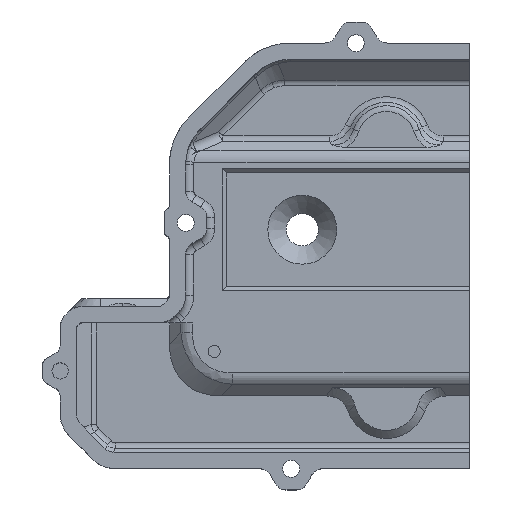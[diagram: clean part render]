
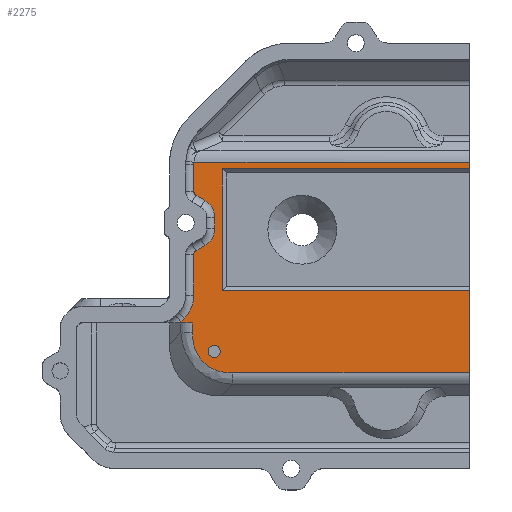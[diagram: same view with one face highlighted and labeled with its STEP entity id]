
A CAD part, top view. The second image highlights one B-rep face of the part: STEP entity #2275.
In plain terms, the highlighted planar face has unit normal (0, 0, 1).
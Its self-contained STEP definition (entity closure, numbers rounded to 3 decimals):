
#201=CARTESIAN_POINT('',(-67.988,23.186,0.));
#202=VERTEX_POINT('',#201);
#222=CARTESIAN_POINT('',(0.,23.186,0.));
#223=VERTEX_POINT('',#222);
#224=CARTESIAN_POINT('',(0.,23.186,0.));
#225=DIRECTION('',(-1.,-0.,0.));
#226=VECTOR('',#225,67.988);
#227=LINE('',#224,#226);
#228=EDGE_CURVE('',#223,#202,#227,.T.);
#2074=CARTESIAN_POINT('',(0.,0.,0.));
#2075=DIRECTION('',(0.,0.,1.));
#2076=DIRECTION('',(1.,0.,0.));
#2077=AXIS2_PLACEMENT_3D('',#2074,#2075,#2076);
#2078=PLANE('',#2077);
#2079=CARTESIAN_POINT('',(-70.343,-15.328,0.));
#2080=VERTEX_POINT('',#2079);
#2081=CARTESIAN_POINT('',(-71.172,-16.157,0.));
#2082=VERTEX_POINT('',#2081);
#2083=CARTESIAN_POINT('',(-70.343,-15.328,0.));
#2084=DIRECTION('',(-0.707,-0.707,0.));
#2085=VECTOR('',#2084,1.172);
#2086=LINE('',#2083,#2085);
#2087=EDGE_CURVE('',#2080,#2082,#2086,.T.);
#2088=ORIENTED_EDGE('',*,*,#2087,.T.);
#2089=CARTESIAN_POINT('',(-71.537,-16.5,0.));
#2090=VERTEX_POINT('',#2089);
#2091=CARTESIAN_POINT('',(-76.828,-10.5,0.));
#2092=DIRECTION('',(-0.,-0.,-1.));
#2093=DIRECTION('',(1.,0.,-0.));
#2094=AXIS2_PLACEMENT_3D('',#2091,#2092,#2093);
#2095=CIRCLE('',#2094,8.);
#2096=EDGE_CURVE('',#2082,#2090,#2095,.T.);
#2097=ORIENTED_EDGE('',*,*,#2096,.T.);
#2098=CARTESIAN_POINT('',(-68.343,-16.5,0.));
#2099=VERTEX_POINT('',#2098);
#2100=CARTESIAN_POINT('',(-71.537,-16.5,0.));
#2101=DIRECTION('',(1.,0.,-0.));
#2102=VECTOR('',#2101,3.194);
#2103=LINE('',#2100,#2102);
#2104=EDGE_CURVE('',#2090,#2099,#2103,.T.);
#2105=ORIENTED_EDGE('',*,*,#2104,.T.);
#2106=CARTESIAN_POINT('',(-68.343,-18.944,0.));
#2107=VERTEX_POINT('',#2106);
#2108=CARTESIAN_POINT('',(-68.343,-16.5,0.));
#2109=DIRECTION('',(0.,-1.,0.));
#2110=VECTOR('',#2109,2.444);
#2111=LINE('',#2108,#2110);
#2112=EDGE_CURVE('',#2099,#2107,#2111,.T.);
#2113=ORIENTED_EDGE('',*,*,#2112,.T.);
#2114=CARTESIAN_POINT('',(-58.444,-28.843,0.));
#2115=VERTEX_POINT('',#2114);
#2116=CARTESIAN_POINT('',(-48.544,-9.044,0.));
#2117=DIRECTION('',(0.,-0.,1.));
#2118=DIRECTION('',(0.707,0.707,0.));
#2119=AXIS2_PLACEMENT_3D('',#2116,#2117,#2118);
#2120=ELLIPSE('',#2119,24.249,14.);
#2121=EDGE_CURVE('',#2107,#2115,#2120,.T.);
#2122=ORIENTED_EDGE('',*,*,#2121,.T.);
#2123=CARTESIAN_POINT('',(0.,-28.843,0.));
#2124=VERTEX_POINT('',#2123);
#2125=CARTESIAN_POINT('',(-58.444,-28.843,0.));
#2126=DIRECTION('',(1.,0.,-0.));
#2127=VECTOR('',#2126,58.444);
#2128=LINE('',#2125,#2127);
#2129=EDGE_CURVE('',#2115,#2124,#2128,.T.);
#2130=ORIENTED_EDGE('',*,*,#2129,.T.);
#2131=CARTESIAN_POINT('',(0.,-8.5,0.));
#2132=VERTEX_POINT('',#2131);
#2133=CARTESIAN_POINT('',(0.,-8.5,0.));
#2134=DIRECTION('',(0.,-1.,0.));
#2135=VECTOR('',#2134,20.343);
#2136=LINE('',#2133,#2135);
#2137=EDGE_CURVE('',#2132,#2124,#2136,.T.);
#2138=ORIENTED_EDGE('',*,*,#2137,.F.);
#2139=CARTESIAN_POINT('',(-61.029,-8.5,0.));
#2140=VERTEX_POINT('',#2139);
#2141=CARTESIAN_POINT('',(0.,-8.5,0.));
#2142=DIRECTION('',(-1.,0.,0.));
#2143=VECTOR('',#2142,61.029);
#2144=LINE('',#2141,#2143);
#2145=EDGE_CURVE('',#2132,#2140,#2144,.T.);
#2146=ORIENTED_EDGE('',*,*,#2145,.T.);
#2147=CARTESIAN_POINT('',(-61.029,21.5,0.));
#2148=VERTEX_POINT('',#2147);
#2149=CARTESIAN_POINT('',(-61.029,-8.5,0.));
#2150=DIRECTION('',(-0.,1.,-0.));
#2151=VECTOR('',#2150,30.);
#2152=LINE('',#2149,#2151);
#2153=EDGE_CURVE('',#2140,#2148,#2152,.T.);
#2154=ORIENTED_EDGE('',*,*,#2153,.T.);
#2155=CARTESIAN_POINT('',(0.,21.5,0.));
#2156=VERTEX_POINT('',#2155);
#2157=CARTESIAN_POINT('',(-61.029,21.5,0.));
#2158=DIRECTION('',(1.,-0.,0.));
#2159=VECTOR('',#2158,61.029);
#2160=LINE('',#2157,#2159);
#2161=EDGE_CURVE('',#2148,#2156,#2160,.T.);
#2162=ORIENTED_EDGE('',*,*,#2161,.T.);
#2163=CARTESIAN_POINT('',(0.,23.186,0.));
#2164=DIRECTION('',(0.,-1.,0.));
#2165=VECTOR('',#2164,1.686);
#2166=LINE('',#2163,#2165);
#2167=EDGE_CURVE('',#223,#2156,#2166,.T.);
#2168=ORIENTED_EDGE('',*,*,#2167,.F.);
#2169=ORIENTED_EDGE('',*,*,#228,.T.);
#2170=CARTESIAN_POINT('',(-68.,22.701,0.));
#2171=VERTEX_POINT('',#2170);
#2172=CARTESIAN_POINT('',(-58.,22.701,0.));
#2173=DIRECTION('',(0.,0.,1.));
#2174=DIRECTION('',(1.,0.,-0.));
#2175=AXIS2_PLACEMENT_3D('',#2172,#2173,#2174);
#2176=CIRCLE('',#2175,10.);
#2177=EDGE_CURVE('',#202,#2171,#2176,.T.);
#2178=ORIENTED_EDGE('',*,*,#2177,.T.);
#2179=CARTESIAN_POINT('',(-68.,15.904,0.));
#2180=VERTEX_POINT('',#2179);
#2181=CARTESIAN_POINT('',(-68.,22.701,0.));
#2182=DIRECTION('',(-0.,-1.,-0.));
#2183=VECTOR('',#2182,6.797);
#2184=LINE('',#2181,#2183);
#2185=EDGE_CURVE('',#2171,#2180,#2184,.T.);
#2186=ORIENTED_EDGE('',*,*,#2185,.T.);
#2187=CARTESIAN_POINT('',(-67.5,15.038,0.));
#2188=VERTEX_POINT('',#2187);
#2189=CARTESIAN_POINT('',(-67.,15.904,0.));
#2190=DIRECTION('',(0.,0.,1.));
#2191=DIRECTION('',(1.,0.,-0.));
#2192=AXIS2_PLACEMENT_3D('',#2189,#2190,#2191);
#2193=CIRCLE('',#2192,1.);
#2194=EDGE_CURVE('',#2180,#2188,#2193,.T.);
#2195=ORIENTED_EDGE('',*,*,#2194,.T.);
#2196=CARTESIAN_POINT('',(-65.304,13.77,0.));
#2197=VERTEX_POINT('',#2196);
#2198=CARTESIAN_POINT('',(-67.5,15.038,0.));
#2199=DIRECTION('',(0.866,-0.5,-0.));
#2200=VECTOR('',#2199,2.536);
#2201=LINE('',#2198,#2200);
#2202=EDGE_CURVE('',#2188,#2197,#2201,.T.);
#2203=ORIENTED_EDGE('',*,*,#2202,.T.);
#2204=CARTESIAN_POINT('',(-62.804,9.44,0.));
#2205=VERTEX_POINT('',#2204);
#2206=CARTESIAN_POINT('',(-67.804,9.44,0.));
#2207=DIRECTION('',(-0.,-0.,-1.));
#2208=DIRECTION('',(1.,0.,-0.));
#2209=AXIS2_PLACEMENT_3D('',#2206,#2207,#2208);
#2210=CIRCLE('',#2209,5.);
#2211=EDGE_CURVE('',#2197,#2205,#2210,.T.);
#2212=ORIENTED_EDGE('',*,*,#2211,.T.);
#2213=CARTESIAN_POINT('',(-62.804,6.904,0.));
#2214=VERTEX_POINT('',#2213);
#2215=CARTESIAN_POINT('',(-62.804,9.44,0.));
#2216=DIRECTION('',(-0.,-1.,-0.));
#2217=VECTOR('',#2216,2.536);
#2218=LINE('',#2215,#2217);
#2219=EDGE_CURVE('',#2205,#2214,#2218,.T.);
#2220=ORIENTED_EDGE('',*,*,#2219,.T.);
#2221=CARTESIAN_POINT('',(-65.304,2.573,0.));
#2222=VERTEX_POINT('',#2221);
#2223=CARTESIAN_POINT('',(-67.804,6.904,0.));
#2224=DIRECTION('',(-0.,-0.,-1.));
#2225=DIRECTION('',(1.,0.,-0.));
#2226=AXIS2_PLACEMENT_3D('',#2223,#2224,#2225);
#2227=CIRCLE('',#2226,5.);
#2228=EDGE_CURVE('',#2214,#2222,#2227,.T.);
#2229=ORIENTED_EDGE('',*,*,#2228,.T.);
#2230=CARTESIAN_POINT('',(-67.5,1.306,0.));
#2231=VERTEX_POINT('',#2230);
#2232=CARTESIAN_POINT('',(-65.304,2.573,0.));
#2233=DIRECTION('',(-0.866,-0.5,-0.));
#2234=VECTOR('',#2233,2.536);
#2235=LINE('',#2232,#2234);
#2236=EDGE_CURVE('',#2222,#2231,#2235,.T.);
#2237=ORIENTED_EDGE('',*,*,#2236,.T.);
#2238=CARTESIAN_POINT('',(-68.,0.44,0.));
#2239=VERTEX_POINT('',#2238);
#2240=CARTESIAN_POINT('',(-67.,0.44,0.));
#2241=DIRECTION('',(0.,0.,1.));
#2242=DIRECTION('',(1.,0.,-0.));
#2243=AXIS2_PLACEMENT_3D('',#2240,#2241,#2242);
#2244=CIRCLE('',#2243,1.);
#2245=EDGE_CURVE('',#2231,#2239,#2244,.T.);
#2246=ORIENTED_EDGE('',*,*,#2245,.T.);
#2247=CARTESIAN_POINT('',(-68.,-9.672,0.));
#2248=VERTEX_POINT('',#2247);
#2249=CARTESIAN_POINT('',(-68.,0.44,0.));
#2250=DIRECTION('',(-0.,-1.,-0.));
#2251=VECTOR('',#2250,10.111);
#2252=LINE('',#2249,#2251);
#2253=EDGE_CURVE('',#2239,#2248,#2252,.T.);
#2254=ORIENTED_EDGE('',*,*,#2253,.T.);
#2255=CARTESIAN_POINT('',(-76.,-9.672,0.));
#2256=DIRECTION('',(-0.,-0.,-1.));
#2257=DIRECTION('',(1.,0.,-0.));
#2258=AXIS2_PLACEMENT_3D('',#2255,#2256,#2257);
#2259=CIRCLE('',#2258,8.);
#2260=EDGE_CURVE('',#2248,#2080,#2259,.T.);
#2261=ORIENTED_EDGE('',*,*,#2260,.T.);
#2262=EDGE_LOOP('',(#2088,#2097,#2105,#2113,#2122,#2130,#2138,#2146,#2154,#2162,#2168,#2169,#2178,#2186,#2195,#2203,#2212,#2220,#2229,#2237,#2246,#2254,#2261));
#2263=FACE_BOUND('',#2262,.T.);
#2264=CARTESIAN_POINT('',(-61.5,-23.5,0.));
#2265=VERTEX_POINT('',#2264);
#2266=CARTESIAN_POINT('',(-63.,-23.5,0.));
#2267=DIRECTION('',(0.,0.,1.));
#2268=DIRECTION('',(1.,0.,-0.));
#2269=AXIS2_PLACEMENT_3D('',#2266,#2267,#2268);
#2270=CIRCLE('',#2269,1.5);
#2271=EDGE_CURVE('',#2265,#2265,#2270,.T.);
#2272=ORIENTED_EDGE('',*,*,#2271,.F.);
#2273=EDGE_LOOP('',(#2272));
#2274=FACE_BOUND('',#2273,.T.);
#2275=ADVANCED_FACE('',(#2263,#2274),#2078,.T.);
